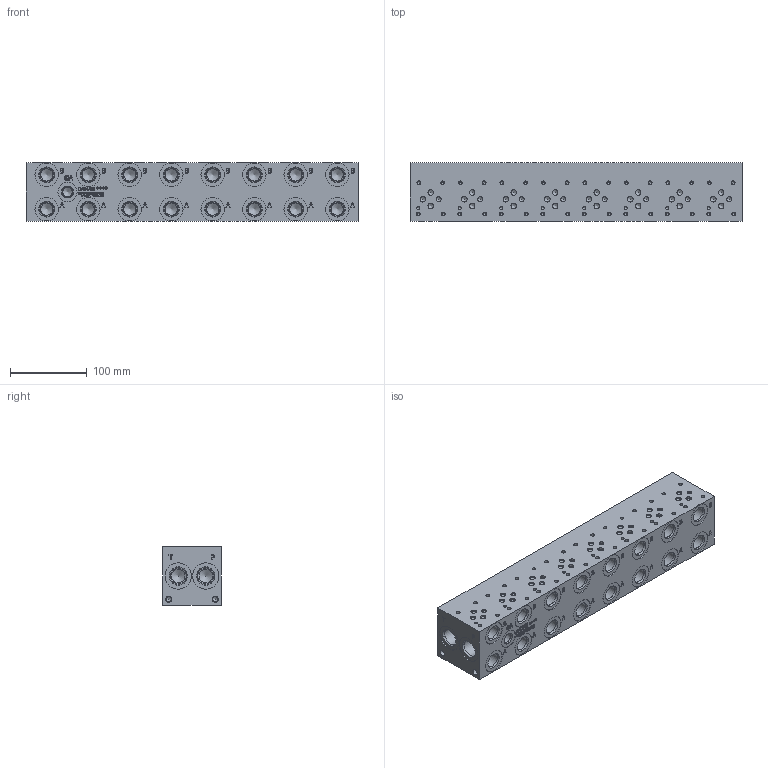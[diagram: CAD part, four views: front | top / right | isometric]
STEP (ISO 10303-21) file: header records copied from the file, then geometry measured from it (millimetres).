
FILE_DESCRIPTION(/* description */ (''),/* implementation_level */ '2;1');
FILE_NAME(/* name */ '_D03P082S.stp',/* time_stamp */ '2022-10-14T16:10:52-04:00',/* author */ ('mikeh'),/* organization */ (''),/* preprocessor_version */ 'ST-DEVELOPER v18',/* originating_system */ 'Autodesk Inventor 2020',/* authorisation */ '');
FILE_SCHEMA (('AUTOMOTIVE_DESIGN { 1 0 10303 214 3 1 1 }'));
Length unit declared in the file: millimetre
Products named in the file (1): Part_AD03P082S_3D
Bounding box: 431.8 x 76.2 x 76.2 mm (x, y, z)
Volume: 2336654.4 mm3; surface area: 185926.2 mm2
Topology: 1 solids, 1 shells, 1185 faces, 3245 edges, 2216 vertices
Faces by surface type: plane 553, bspline 255, cylinder 217, cone 160
Full cylindrical faces by diameter (mm): 3.785 x32, 3.962 x8, 4.826 x32, 6.35 x8, 6.528 x4, 7.137 x24, 7.925 x4, 12.294 x1, 12.9 x1, 14.275 x1, 14.529 x1, 15.875 x16, 17.475 x4, 17.501 x16, 19.05 x16, 19.253 x16, 20.447 x4, 22.23 x4, 22.555 x4, 25.019 x1, 30.632 x16, 34.138 x4
Entity records: 39535 total; most frequent: CARTESIAN_POINT 9865, ORIENTED_EDGE 6296, DIRECTION 5315, EDGE_CURVE 3148, VERTEX_POINT 2216, LINE 1823, VECTOR 1823, AXIS2_PLACEMENT_3D 1746
